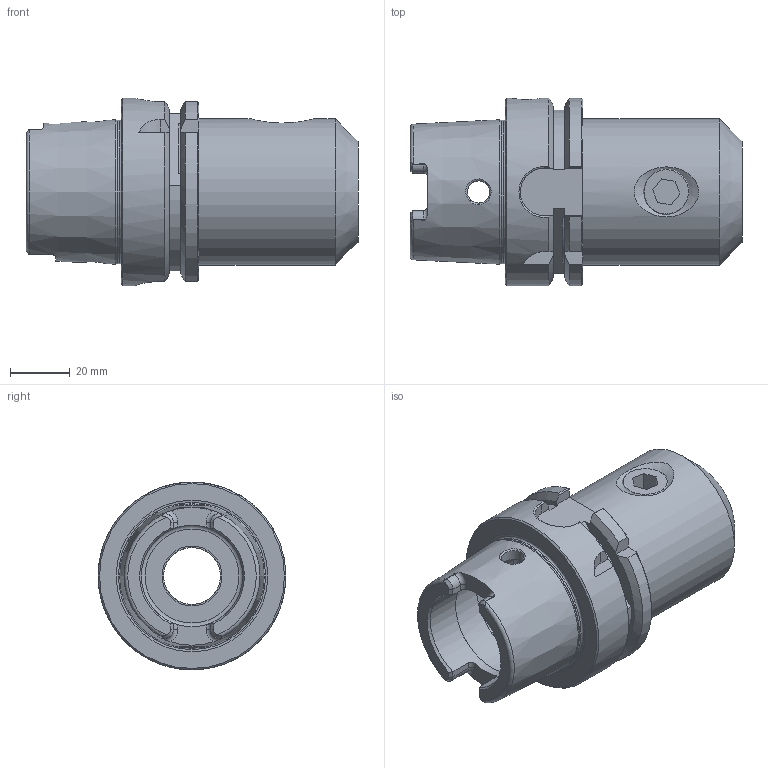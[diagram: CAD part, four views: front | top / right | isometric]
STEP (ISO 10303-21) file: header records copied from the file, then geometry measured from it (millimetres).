
FILE_DESCRIPTION((''),'2;1');
FILE_NAME('H63-75EM3.stp','2014-08-26T14:06:49',('kaykin'),(''),'Autodesk Inventor 2012','Autodesk Inventor 2012','');
FILE_SCHEMA(('AUTOMOTIVE_DESIGN { 1 0 10303 214 1 1 1 1 }'));
Length unit declared in the file: inch
Products named in the file (3): H63-75EM3; H63-75EM3-1; 029-925
Assembly tree (2 placements, depth 2):
  H63-75EM3
    H63-75EM3-1
    029-925
Bounding box: 111.38 x 63 x 63 mm (x, y, z)
Volume: 159379.2 mm3; surface area: 34633 mm2
Topology: 2 solids, 2 shells, 145 faces, 376 edges, 237 vertices
Faces by surface type: plane 60, cylinder 36, cone 26, torus 12, bspline 11
Full cylindrical faces by diameter (mm): 7.5 x2, 10 x1, 14.684 x2, 15.875 x1, 19.05 x1, 20.066 x1, 34 x2, 40 x1, 48.041 x1, 49.2 x1, 63 x1
Entity records: 5221 total; most frequent: CARTESIAN_POINT 1849, ORIENTED_EDGE 664, DIRECTION 605, EDGE_CURVE 332, AXIS2_PLACEMENT_3D 239, VERTEX_POINT 225, EDGE_LOOP 187, FACE_OUTER_BOUND 145
